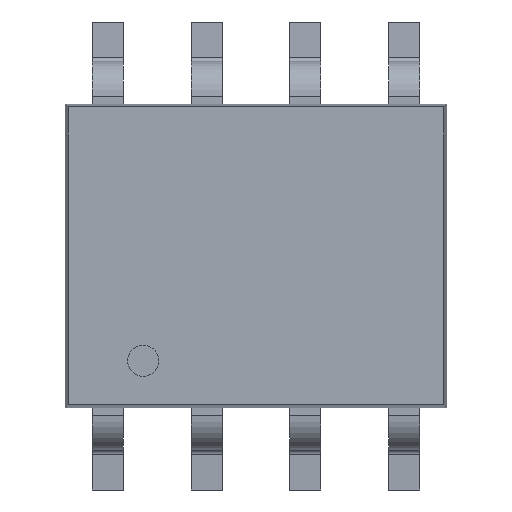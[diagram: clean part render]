
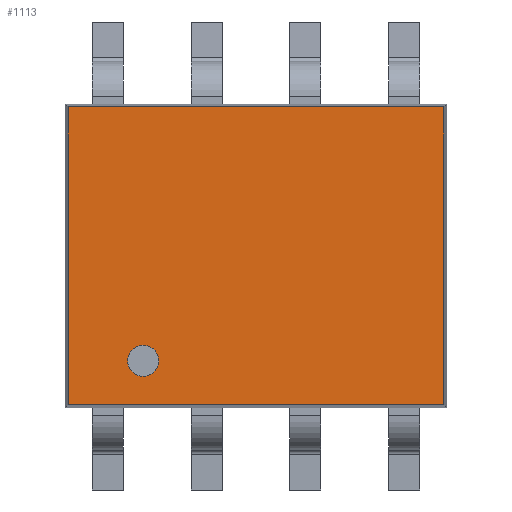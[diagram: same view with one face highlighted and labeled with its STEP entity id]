
A CAD part, top view. The second image highlights one B-rep face of the part: STEP entity #1113.
In plain terms, the highlighted planar face has unit normal (0, 0, 1).
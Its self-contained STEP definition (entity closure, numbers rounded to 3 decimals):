
#30 = DIRECTION ( 'NONE',  ( 0., -1., 0. ) ) ;
#38 = AXIS2_PLACEMENT_3D ( 'NONE', #464, #195, #873 ) ;
#44 = PLANE ( 'NONE',  #137 ) ;
#56 = CIRCLE ( 'NONE', #1041, 0.2 ) ;
#71 = EDGE_CURVE ( 'NONE', #590, #554, #729, .T. ) ;
#84 = ORIENTED_EDGE ( 'NONE', *, *, #1032, .T. ) ;
#115 = EDGE_LOOP ( 'NONE', ( #385, #612 ) ) ;
#137 = AXIS2_PLACEMENT_3D ( 'NONE', #302, #1069, #558 ) ;
#155 = ORIENTED_EDGE ( 'NONE', *, *, #973, .T. ) ;
#180 = LINE ( 'NONE', #785, #207 ) ;
#185 = VERTEX_POINT ( 'NONE', #290 ) ;
#186 = VECTOR ( 'NONE', #30, 1000. ) ;
#194 = DIRECTION ( 'NONE',  ( 0., 1., 0. ) ) ;
#195 = DIRECTION ( 'NONE',  ( 0., 0., 1. ) ) ;
#207 = VECTOR ( 'NONE', #974, 1000. ) ;
#222 = CARTESIAN_POINT ( 'NONE',  ( -1.45, -1.35, 0.7 ) ) ;
#269 = CARTESIAN_POINT ( 'NONE',  ( 2.413, 1.95, 0.7 ) ) ;
#290 = CARTESIAN_POINT ( 'NONE',  ( -1.65, -1.35, 0.7 ) ) ;
#302 = CARTESIAN_POINT ( 'NONE',  ( 0., 0., 0.7 ) ) ;
#330 = CARTESIAN_POINT ( 'NONE',  ( -2.45, -1.913, 0.7 ) ) ;
#338 = CARTESIAN_POINT ( 'NONE',  ( -1.25, -1.35, 0.7 ) ) ;
#385 = ORIENTED_EDGE ( 'NONE', *, *, #689, .F. ) ;
#409 = EDGE_LOOP ( 'NONE', ( #679, #1053, #84, #155 ) ) ;
#464 = CARTESIAN_POINT ( 'NONE',  ( -1.45, -1.35, 0.7 ) ) ;
#471 = FACE_OUTER_BOUND ( 'NONE', #409, .T. ) ;
#476 = EDGE_CURVE ( 'NONE', #185, #1006, #1111, .T. ) ;
#485 = DIRECTION ( 'NONE',  ( 1., 0., 0. ) ) ;
#535 = LINE ( 'NONE', #269, #874 ) ;
#544 = VECTOR ( 'NONE', #1110, 1000. ) ;
#554 = VERTEX_POINT ( 'NONE', #703 ) ;
#558 = DIRECTION ( 'NONE',  ( 1., 0., 0. ) ) ;
#590 = VERTEX_POINT ( 'NONE', #985 ) ;
#612 = ORIENTED_EDGE ( 'NONE', *, *, #476, .F. ) ;
#668 = LINE ( 'NONE', #330, #544 ) ;
#679 = ORIENTED_EDGE ( 'NONE', *, *, #71, .T. ) ;
#689 = EDGE_CURVE ( 'NONE', #1006, #185, #56, .T. ) ;
#703 = CARTESIAN_POINT ( 'NONE',  ( -2.413, -1.913, 0.7 ) ) ;
#729 = LINE ( 'NONE', #892, #186 ) ;
#748 = DIRECTION ( 'NONE',  ( 0., 0., 1. ) ) ;
#785 = CARTESIAN_POINT ( 'NONE',  ( -2.45, 1.913, 0.7 ) ) ;
#821 = EDGE_CURVE ( 'NONE', #554, #1045, #668, .T. ) ;
#873 = DIRECTION ( 'NONE',  ( 1., 0., 0. ) ) ;
#874 = VECTOR ( 'NONE', #194, 1000. ) ;
#888 = CARTESIAN_POINT ( 'NONE',  ( 2.413, -1.913, 0.7 ) ) ;
#892 = CARTESIAN_POINT ( 'NONE',  ( -2.413, 1.95, 0.7 ) ) ;
#905 = FACE_BOUND ( 'NONE', #115, .T. ) ;
#954 = CARTESIAN_POINT ( 'NONE',  ( 2.413, 1.913, 0.7 ) ) ;
#973 = EDGE_CURVE ( 'NONE', #1037, #590, #180, .T. ) ;
#974 = DIRECTION ( 'NONE',  ( -1., 0., 0. ) ) ;
#985 = CARTESIAN_POINT ( 'NONE',  ( -2.413, 1.913, 0.7 ) ) ;
#1006 = VERTEX_POINT ( 'NONE', #338 ) ;
#1032 = EDGE_CURVE ( 'NONE', #1045, #1037, #535, .T. ) ;
#1037 = VERTEX_POINT ( 'NONE', #954 ) ;
#1041 = AXIS2_PLACEMENT_3D ( 'NONE', #222, #748, #485 ) ;
#1045 = VERTEX_POINT ( 'NONE', #888 ) ;
#1053 = ORIENTED_EDGE ( 'NONE', *, *, #821, .T. ) ;
#1069 = DIRECTION ( 'NONE',  ( 0., 0., 1. ) ) ;
#1110 = DIRECTION ( 'NONE',  ( 1., 0., 0. ) ) ;
#1111 = CIRCLE ( 'NONE', #38, 0.2 ) ;
#1113 = ADVANCED_FACE ( 'NONE', ( #905, #471 ), #44, .T. ) ;
